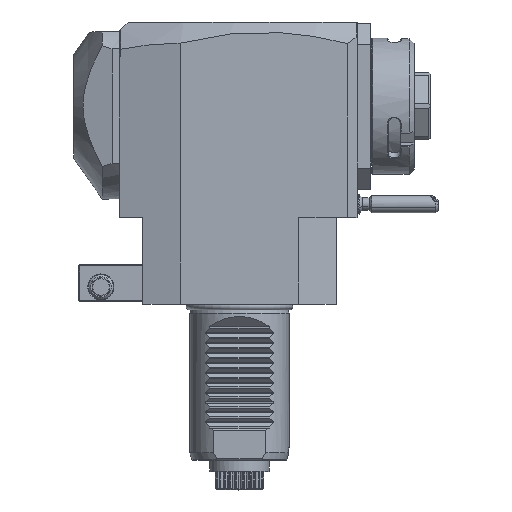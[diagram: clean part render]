
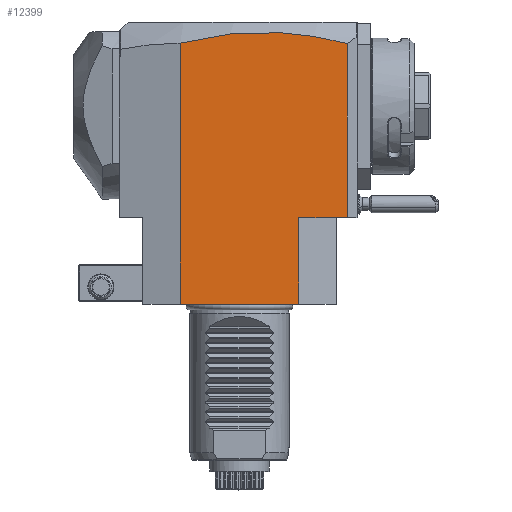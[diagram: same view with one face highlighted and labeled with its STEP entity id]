
A CAD part, top view. The second image highlights one B-rep face of the part: STEP entity #12399.
In plain terms, the highlighted planar face has unit normal (0, 0, 1).
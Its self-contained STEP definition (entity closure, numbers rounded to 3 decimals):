
#17=DIRECTION('',(-1.,0.,0.));
#18=VECTOR('',#17,48.);
#19=CARTESIAN_POINT('',(24.,0.,37.5));
#20=LINE('',#19,#18);
#81=DIRECTION('',(0.,-1.,0.));
#82=VECTOR('',#81,70.258);
#83=CARTESIAN_POINT('',(43.5,105.258,37.5));
#84=LINE('',#83,#82);
#85=DIRECTION('',(-1.,0.,0.));
#86=VECTOR('',#85,19.5);
#87=CARTESIAN_POINT('',(43.5,35.,37.5));
#88=LINE('',#87,#86);
#89=CARTESIAN_POINT('',(-24.,105.435,37.5));
#90=CARTESIAN_POINT('',(-18.371,106.939,37.5));
#91=CARTESIAN_POINT('',(-7.115,109.162,37.5));
#92=CARTESIAN_POINT('',(9.762,110.233,37.5));
#93=CARTESIAN_POINT('',(26.635,109.072,37.5));
#94=CARTESIAN_POINT('',(37.879,106.791,37.5));
#95=CARTESIAN_POINT('',(43.5,105.258,37.5));
#2299=DIRECTION('',(0.,-1.,0.));
#2300=VECTOR('',#2299,105.435);
#2301=CARTESIAN_POINT('',(-24.,105.435,37.5));
#2302=LINE('',#2301,#2300);
#4985=DIRECTION('',(0.,1.,0.));
#4986=VECTOR('',#4985,35.);
#4987=CARTESIAN_POINT('',(24.,0.,37.5));
#4988=LINE('',#4987,#4986);
#11545=VERTEX_POINT('',#89);
#11546=VERTEX_POINT('',#95);
#11864=CARTESIAN_POINT('',(43.5,35.,37.5));
#11865=VERTEX_POINT('',#11864);
#11910=CARTESIAN_POINT('',(24.,0.,37.5));
#11911=VERTEX_POINT('',#11910);
#11912=CARTESIAN_POINT('',(-24.,0.,37.5));
#11913=VERTEX_POINT('',#11912);
#12294=CARTESIAN_POINT('',(24.,35.,37.5));
#12295=VERTEX_POINT('',#12294);
#12382=CARTESIAN_POINT('',(-39.202,35.,37.5));
#12383=DIRECTION('',(0.,0.,1.));
#12384=DIRECTION('',(1.,0.,0.));
#12385=AXIS2_PLACEMENT_3D('',#12382,#12383,#12384);
#12386=PLANE('',#12385);
#12388=ORIENTED_EDGE('',*,*,#12387,.T.);
#12389=ORIENTED_EDGE('',*,*,#12364,.T.);
#12391=ORIENTED_EDGE('',*,*,#12390,.F.);
#12392=ORIENTED_EDGE('',*,*,#12311,.T.);
#12394=ORIENTED_EDGE('',*,*,#12393,.F.);
#12396=ORIENTED_EDGE('',*,*,#12395,.T.);
#12397=EDGE_LOOP('',(#12388,#12389,#12391,#12392,#12394,#12396));
#12398=FACE_OUTER_BOUND('',#12397,.F.);
#96=B_SPLINE_CURVE_WITH_KNOTS('',3,(#89,#90,#91,#92,#93,#94,#95),.UNSPECIFIED.,
.F.,.F.,(4,1,1,1,4),(0.,0.25,0.5,0.75,1.),.UNSPECIFIED.);
#12311=EDGE_CURVE('',#11911,#11913,#20,.T.);
#12364=EDGE_CURVE('',#11865,#12295,#88,.T.);
#12387=EDGE_CURVE('',#11546,#11865,#84,.T.);
#12390=EDGE_CURVE('',#11911,#12295,#4988,.T.);
#12393=EDGE_CURVE('',#11545,#11913,#2302,.T.);
#12395=EDGE_CURVE('',#11545,#11546,#96,.T.);
#12399=ADVANCED_FACE('',(#12398),#12386,.T.);
